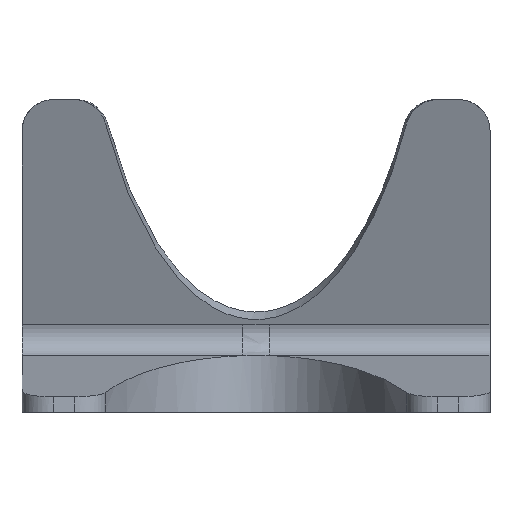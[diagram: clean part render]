
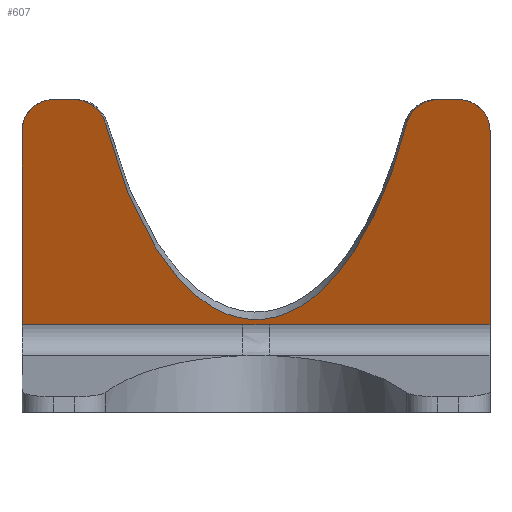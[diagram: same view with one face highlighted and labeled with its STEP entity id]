
A CAD part, left-side view. The second image highlights one B-rep face of the part: STEP entity #607.
In plain terms, the highlighted planar face has unit normal (-0.94, 0, -0.342).
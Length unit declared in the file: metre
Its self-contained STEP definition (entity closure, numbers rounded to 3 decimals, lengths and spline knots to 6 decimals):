
#52=ELLIPSE('',#666,0.004257,0.004);
#53=ELLIPSE('',#667,0.0525,0.022136);
#54=ELLIPSE('',#668,0.004257,0.004);
#62=B_SPLINE_CURVE_WITH_KNOTS('',3,(#956,#957,#958,#959),.UNSPECIFIED.,
 .F.,.F.,(4,4),(0.,0.003454),.UNSPECIFIED.);
#63=B_SPLINE_CURVE_WITH_KNOTS('',3,(#969,#970,#971,#972,#973),
 .UNSPECIFIED.,.F.,.F.,(4,1,4),(0.,0.002796,0.005592),
 .UNSPECIFIED.);
#64=B_SPLINE_CURVE_WITH_KNOTS('',3,(#977,#978,#979,#980,#981),
 .UNSPECIFIED.,.F.,.F.,(4,1,4),(0.,0.002794,
0.005588),.UNSPECIFIED.);
#102=ORIENTED_EDGE('',*,*,#288,.T.);
#103=ORIENTED_EDGE('',*,*,#289,.T.);
#104=ORIENTED_EDGE('',*,*,#290,.T.);
#105=ORIENTED_EDGE('',*,*,#291,.T.);
#106=ORIENTED_EDGE('',*,*,#292,.F.);
#107=ORIENTED_EDGE('',*,*,#293,.T.);
#108=ORIENTED_EDGE('',*,*,#294,.T.);
#109=ORIENTED_EDGE('',*,*,#295,.T.);
#110=ORIENTED_EDGE('',*,*,#296,.F.);
#111=ORIENTED_EDGE('',*,*,#297,.T.);
#112=ORIENTED_EDGE('',*,*,#298,.T.);
#113=ORIENTED_EDGE('',*,*,#299,.T.);
#288=EDGE_CURVE('',#380,#381,#431,.T.);
#289=EDGE_CURVE('',#381,#382,#432,.F.);
#290=EDGE_CURVE('',#382,#383,#62,.T.);
#291=EDGE_CURVE('',#383,#384,#433,.F.);
#292=EDGE_CURVE('',#385,#384,#434,.T.);
#293=EDGE_CURVE('',#385,#386,#52,.F.);
#294=EDGE_CURVE('',#386,#387,#435,.T.);
#295=EDGE_CURVE('',#387,#388,#63,.T.);
#296=EDGE_CURVE('',#389,#388,#53,.T.);
#297=EDGE_CURVE('',#389,#390,#64,.T.);
#298=EDGE_CURVE('',#390,#391,#436,.T.);
#299=EDGE_CURVE('',#391,#380,#54,.F.);
#380=VERTEX_POINT('',#952);
#381=VERTEX_POINT('',#953);
#382=VERTEX_POINT('',#955);
#383=VERTEX_POINT('',#960);
#384=VERTEX_POINT('',#962);
#385=VERTEX_POINT('',#964);
#386=VERTEX_POINT('',#966);
#387=VERTEX_POINT('',#968);
#388=VERTEX_POINT('',#974);
#389=VERTEX_POINT('',#976);
#390=VERTEX_POINT('',#982);
#391=VERTEX_POINT('',#984);
#431=LINE('',#951,#482);
#432=LINE('',#954,#483);
#433=LINE('',#961,#484);
#434=LINE('',#963,#485);
#435=LINE('',#967,#486);
#436=LINE('',#983,#487);
#482=VECTOR('',#755,1.);
#483=VECTOR('',#756,1.);
#484=VECTOR('',#757,1.);
#485=VECTOR('',#758,1.);
#486=VECTOR('',#761,1.);
#487=VECTOR('',#764,1.);
#524=EDGE_LOOP('',(#102,#103,#104,#105,#106,#107,#108,#109,#110,#111,#112,
#113));
#558=FACE_BOUND('',#524,.T.);
#592=PLANE('',#665);
#607=ADVANCED_FACE('',(#558),#592,.F.);
#665=AXIS2_PLACEMENT_3D('',#950,#753,#754);
#666=AXIS2_PLACEMENT_3D('',#965,#759,#760);
#667=AXIS2_PLACEMENT_3D('',#975,#762,#763);
#668=AXIS2_PLACEMENT_3D('',#985,#765,#766);
#753=DIRECTION('',(0.94,0.,0.342));
#754=DIRECTION('',(0.342,0.,-0.94));
#755=DIRECTION('',(0.342,0.,-0.94));
#756=DIRECTION('',(0.,1.,0.));
#757=DIRECTION('',(0.,1.,0.));
#758=DIRECTION('',(0.342,0.,-0.94));
#759=DIRECTION('',(0.94,0.,0.342));
#760=DIRECTION('',(0.342,0.,-0.94));
#761=DIRECTION('',(0.,1.,0.));
#762=DIRECTION('',(-0.94,0.,-0.342));
#763=DIRECTION('',(-0.342,0.,0.94));
#764=DIRECTION('',(0.,1.,0.));
#765=DIRECTION('',(0.94,0.,0.342));
#766=DIRECTION('',(-0.342,0.,0.94));
#950=CARTESIAN_POINT('',(-0.01082,-0.03,0.023985));
#951=CARTESIAN_POINT('',(-0.01082,0.03,0.023985));
#952=CARTESIAN_POINT('',(-0.015225,0.03,0.036088));
#953=CARTESIAN_POINT('',(-0.006182,0.03,0.011242));
#954=CARTESIAN_POINT('',(-0.006182,-0.03,0.011242));
#955=CARTESIAN_POINT('',(-0.006182,0.001727,0.011242));
#956=CARTESIAN_POINT('',(-0.006182,0.001727,0.011242));
#957=CARTESIAN_POINT('',(-0.006182,0.000576,0.011242));
#958=CARTESIAN_POINT('',(-0.006182,-0.000576,0.011242));
#959=CARTESIAN_POINT('',(-0.006182,-0.001727,0.011242));
#960=CARTESIAN_POINT('',(-0.006182,-0.001727,0.011242));
#961=CARTESIAN_POINT('',(-0.006182,-0.03,0.011242));
#962=CARTESIAN_POINT('',(-0.006182,-0.03,0.011242));
#963=CARTESIAN_POINT('',(-0.01082,-0.03,0.023985));
#964=CARTESIAN_POINT('',(-0.015225,-0.03,0.036088));
#965=CARTESIAN_POINT('',(-0.015225,-0.026,0.036088));
#966=CARTESIAN_POINT('',(-0.016681,-0.026,0.040088));
#967=CARTESIAN_POINT('',(-0.016681,-0.03,0.040088));
#968=CARTESIAN_POINT('',(-0.016681,-0.02328,0.040088));
#969=CARTESIAN_POINT('',(-0.016681,-0.02328,0.040088));
#970=CARTESIAN_POINT('',(-0.016681,-0.022334,0.040088));
#971=CARTESIAN_POINT('',(-0.016429,-0.020494,0.039397));
#972=CARTESIAN_POINT('',(-0.015856,-0.01949,0.037822));
#973=CARTESIAN_POINT('',(-0.015542,-0.019272,0.036959));
#974=CARTESIAN_POINT('',(-0.015542,-0.019272,0.036959));
#975=CARTESIAN_POINT('',(-0.024376,0.,0.061231));
#976=CARTESIAN_POINT('',(-0.015542,0.019272,0.036959));
#977=CARTESIAN_POINT('',(-0.015542,0.019272,0.036959));
#978=CARTESIAN_POINT('',(-0.015856,0.01949,0.037822));
#979=CARTESIAN_POINT('',(-0.016429,0.020493,0.039396));
#980=CARTESIAN_POINT('',(-0.016681,0.022334,0.040088));
#981=CARTESIAN_POINT('',(-0.016681,0.02328,0.040088));
#982=CARTESIAN_POINT('',(-0.016681,0.02328,0.040088));
#983=CARTESIAN_POINT('',(-0.016681,-0.03,0.040088));
#984=CARTESIAN_POINT('',(-0.016681,0.026,0.040088));
#985=CARTESIAN_POINT('',(-0.015225,0.026,0.036088));
